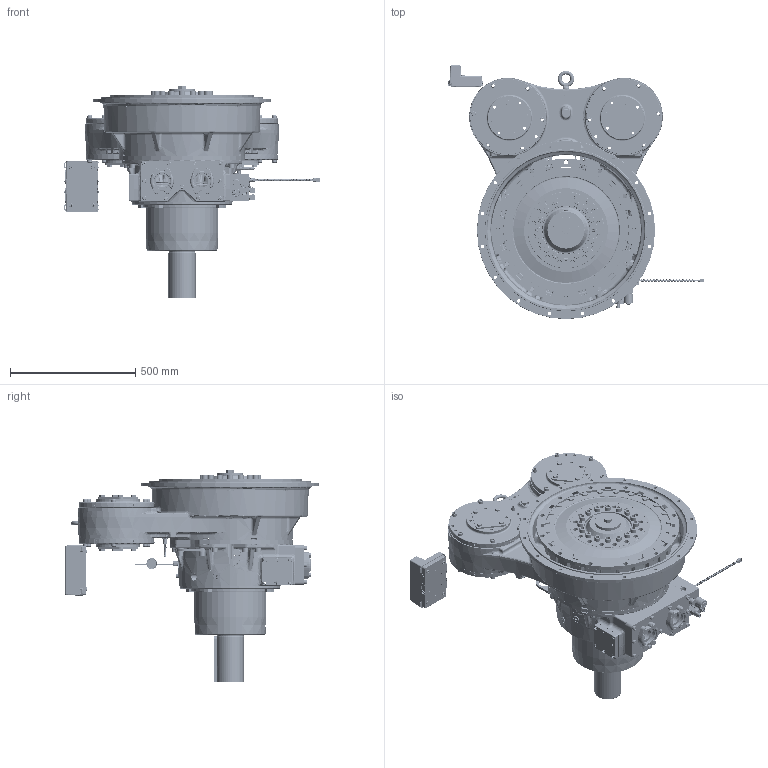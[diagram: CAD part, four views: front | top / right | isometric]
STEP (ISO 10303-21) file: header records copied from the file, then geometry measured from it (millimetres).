
FILE_DESCRIPTION (( 'STEP AP214' ), '1' );
FILE_NAME ('1027950S.step', '2021-06-30T05:26:08', ( 'TDI' ), ( 'Twin Disc Inc' ), 'SwSTEP 2.0', 'SolidWorks 2019', '' );
FILE_SCHEMA (( 'AUTOMOTIVE_DESIGN' ));
Length unit declared in the file: millimetre
Products named in the file (1): 1027950S
Bounding box: 1020.31 x 1015.45 x 848.86 mm (x, y, z)
Surface area: 4844345.6 mm2 (no closed solid volume)
Topology: 0 solids, 1065 shells, 6892 faces, 32152 edges, 25840 vertices
Faces by surface type: plane 3163, cylinder 1725, bspline 857, cone 565, torus 489, sphere 93
Entity records: 563170 total; most frequent: CARTESIAN_POINT 247858, ORIENTED_EDGE 44299, DIRECTION 43927, EDGE_CURVE 32077, VERTEX_POINT 25823, LINE 16725, VECTOR 16725, AXIS2_PLACEMENT_3D 13601
